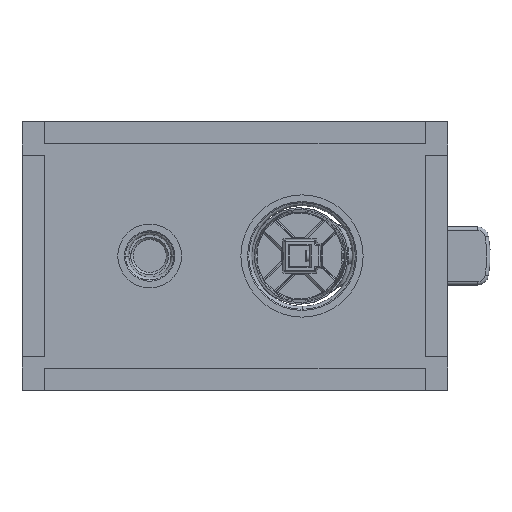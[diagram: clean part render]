
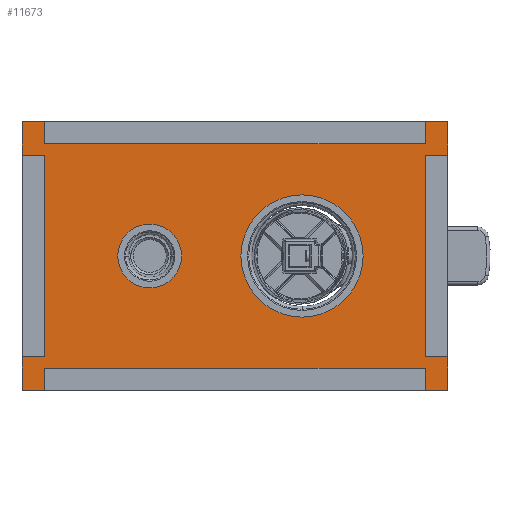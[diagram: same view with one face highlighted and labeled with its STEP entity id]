
A CAD part, left-side view. The second image highlights one B-rep face of the part: STEP entity #11673.
In plain terms, the highlighted planar face has unit normal (-1, 0, 0).
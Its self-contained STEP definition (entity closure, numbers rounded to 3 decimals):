
#10824=DIRECTION('',(0.,-1.,0.));
#10825=VECTOR('',#10824,170.);
#10826=CARTESIAN_POINT('',(-4.,114.,50.));
#10827=LINE('',#10826,#10825);
#10828=DIRECTION('',(0.,0.,-1.));
#10829=VECTOR('',#10828,10.);
#10830=CARTESIAN_POINT('',(-4.,-56.,60.));
#10831=LINE('',#10830,#10829);
#10832=DIRECTION('',(0.,-1.,0.));
#10833=VECTOR('',#10832,10.);
#10834=CARTESIAN_POINT('',(-4.,-56.,60.));
#10835=LINE('',#10834,#10833);
#10836=DIRECTION('',(0.,0.,-1.));
#10837=VECTOR('',#10836,15.);
#10838=CARTESIAN_POINT('',(-4.,-66.,60.));
#10839=LINE('',#10838,#10837);
#10840=DIRECTION('',(0.,1.,0.));
#10841=VECTOR('',#10840,10.);
#10842=CARTESIAN_POINT('',(-4.,-66.,45.));
#10843=LINE('',#10842,#10841);
#10844=DIRECTION('',(0.,0.,1.));
#10845=VECTOR('',#10844,90.);
#10846=CARTESIAN_POINT('',(-4.,-56.,-45.));
#10847=LINE('',#10846,#10845);
#10848=DIRECTION('',(0.,1.,0.));
#10849=VECTOR('',#10848,10.);
#10850=CARTESIAN_POINT('',(-4.,-66.,-45.));
#10851=LINE('',#10850,#10849);
#10852=DIRECTION('',(0.,0.,-1.));
#10853=VECTOR('',#10852,15.);
#10854=CARTESIAN_POINT('',(-4.,-66.,-45.));
#10855=LINE('',#10854,#10853);
#10856=DIRECTION('',(0.,1.,0.));
#10857=VECTOR('',#10856,10.);
#10858=CARTESIAN_POINT('',(-4.,-66.,-60.));
#10859=LINE('',#10858,#10857);
#10860=DIRECTION('',(0.,0.,1.));
#10861=VECTOR('',#10860,10.);
#10862=CARTESIAN_POINT('',(-4.,-56.,-60.));
#10863=LINE('',#10862,#10861);
#10864=DIRECTION('',(0.,-1.,0.));
#10865=VECTOR('',#10864,170.);
#10866=CARTESIAN_POINT('',(-4.,114.,-50.));
#10867=LINE('',#10866,#10865);
#10868=DIRECTION('',(0.,0.,1.));
#10869=VECTOR('',#10868,10.);
#10870=CARTESIAN_POINT('',(-4.,114.,-60.));
#10871=LINE('',#10870,#10869);
#10872=DIRECTION('',(0.,1.,0.));
#10873=VECTOR('',#10872,10.);
#10874=CARTESIAN_POINT('',(-4.,114.,-60.));
#10875=LINE('',#10874,#10873);
#10876=DIRECTION('',(0.,0.,1.));
#10877=VECTOR('',#10876,15.);
#10878=CARTESIAN_POINT('',(-4.,124.,-60.));
#10879=LINE('',#10878,#10877);
#10880=DIRECTION('',(0.,-1.,0.));
#10881=VECTOR('',#10880,10.);
#10882=CARTESIAN_POINT('',(-4.,124.,-45.));
#10883=LINE('',#10882,#10881);
#10884=DIRECTION('',(0.,0.,-1.));
#10885=VECTOR('',#10884,90.);
#10886=CARTESIAN_POINT('',(-4.,114.,45.));
#10887=LINE('',#10886,#10885);
#10888=DIRECTION('',(0.,-1.,0.));
#10889=VECTOR('',#10888,10.);
#10890=CARTESIAN_POINT('',(-4.,124.,45.));
#10891=LINE('',#10890,#10889);
#10892=DIRECTION('',(0.,0.,1.));
#10893=VECTOR('',#10892,15.);
#10894=CARTESIAN_POINT('',(-4.,124.,45.));
#10895=LINE('',#10894,#10893);
#10896=DIRECTION('',(0.,-1.,0.));
#10897=VECTOR('',#10896,10.);
#10898=CARTESIAN_POINT('',(-4.,124.,60.));
#10899=LINE('',#10898,#10897);
#10900=DIRECTION('',(0.,0.,-1.));
#10901=VECTOR('',#10900,10.);
#10902=CARTESIAN_POINT('',(-4.,114.,60.));
#10903=LINE('',#10902,#10901);
#10904=CARTESIAN_POINT('',(-4.,-1.,0.));
#10905=DIRECTION('',(-1.,0.,0.));
#10906=DIRECTION('',(0.,-1.,0.));
#10907=AXIS2_PLACEMENT_3D('',#10904,#10905,#10906);
#10909=CARTESIAN_POINT('',(-4.,-1.,0.));
#10910=DIRECTION('',(-1.,0.,0.));
#10911=DIRECTION('',(0.,1.,0.));
#10912=AXIS2_PLACEMENT_3D('',#10909,#10910,#10911);
#10914=CARTESIAN_POINT('',(-4.,67.,0.));
#10915=DIRECTION('',(-1.,0.,0.));
#10916=DIRECTION('',(0.,-1.,0.));
#10917=AXIS2_PLACEMENT_3D('',#10914,#10915,#10916);
#10919=CARTESIAN_POINT('',(-4.,67.,0.));
#10920=DIRECTION('',(-1.,0.,0.));
#10921=DIRECTION('',(0.,1.,0.));
#10922=AXIS2_PLACEMENT_3D('',#10919,#10920,#10921);
#11440=CARTESIAN_POINT('',(-4.,-66.,-60.));
#11441=VERTEX_POINT('',#11440);
#11442=CARTESIAN_POINT('',(-4.,124.,-60.));
#11443=VERTEX_POINT('',#11442);
#11444=CARTESIAN_POINT('',(-4.,124.,60.));
#11445=VERTEX_POINT('',#11444);
#11446=CARTESIAN_POINT('',(-4.,-66.,60.));
#11447=VERTEX_POINT('',#11446);
#11460=CARTESIAN_POINT('',(-4.,-28.3,0.));
#11461=CARTESIAN_POINT('',(-4.,26.3,0.));
#11462=VERTEX_POINT('',#11460);
#11463=VERTEX_POINT('',#11461);
#11472=CARTESIAN_POINT('',(-4.,52.75,0.));
#11473=CARTESIAN_POINT('',(-4.,81.25,0.));
#11474=VERTEX_POINT('',#11472);
#11475=VERTEX_POINT('',#11473);
#11536=CARTESIAN_POINT('',(-4.,124.,45.));
#11537=CARTESIAN_POINT('',(-4.,114.,45.));
#11538=VERTEX_POINT('',#11536);
#11539=VERTEX_POINT('',#11537);
#11540=CARTESIAN_POINT('',(-4.,114.,-45.));
#11541=VERTEX_POINT('',#11540);
#11542=CARTESIAN_POINT('',(-4.,124.,-45.));
#11543=VERTEX_POINT('',#11542);
#11552=CARTESIAN_POINT('',(-4.,-66.,45.));
#11553=CARTESIAN_POINT('',(-4.,-56.,45.));
#11554=VERTEX_POINT('',#11552);
#11555=VERTEX_POINT('',#11553);
#11556=CARTESIAN_POINT('',(-4.,-66.,-45.));
#11557=CARTESIAN_POINT('',(-4.,-56.,-45.));
#11558=VERTEX_POINT('',#11556);
#11559=VERTEX_POINT('',#11557);
#11568=CARTESIAN_POINT('',(-4.,114.,-60.));
#11569=CARTESIAN_POINT('',(-4.,114.,-50.));
#11570=VERTEX_POINT('',#11568);
#11571=VERTEX_POINT('',#11569);
#11572=CARTESIAN_POINT('',(-4.,-56.,-50.));
#11573=VERTEX_POINT('',#11572);
#11574=CARTESIAN_POINT('',(-4.,-56.,-60.));
#11575=VERTEX_POINT('',#11574);
#11584=CARTESIAN_POINT('',(-4.,114.,50.));
#11585=CARTESIAN_POINT('',(-4.,-56.,50.));
#11586=VERTEX_POINT('',#11584);
#11587=VERTEX_POINT('',#11585);
#11588=CARTESIAN_POINT('',(-4.,-56.,60.));
#11589=VERTEX_POINT('',#11588);
#11590=CARTESIAN_POINT('',(-4.,114.,60.));
#11591=VERTEX_POINT('',#11590);
#11615=CARTESIAN_POINT('',(-4.,29.,0.));
#11616=DIRECTION('',(1.,0.,0.));
#11617=DIRECTION('',(0.,0.,1.));
#11618=AXIS2_PLACEMENT_3D('',#11615,#11616,#11617);
#11619=PLANE('',#11618);
#11621=ORIENTED_EDGE('',*,*,#11620,.T.);
#11623=ORIENTED_EDGE('',*,*,#11622,.F.);
#11625=ORIENTED_EDGE('',*,*,#11624,.T.);
#11627=ORIENTED_EDGE('',*,*,#11626,.T.);
#11629=ORIENTED_EDGE('',*,*,#11628,.T.);
#11630=ORIENTED_EDGE('',*,*,#11597,.F.);
#11632=ORIENTED_EDGE('',*,*,#11631,.F.);
#11634=ORIENTED_EDGE('',*,*,#11633,.T.);
#11636=ORIENTED_EDGE('',*,*,#11635,.T.);
#11638=ORIENTED_EDGE('',*,*,#11637,.T.);
#11640=ORIENTED_EDGE('',*,*,#11639,.F.);
#11642=ORIENTED_EDGE('',*,*,#11641,.F.);
#11644=ORIENTED_EDGE('',*,*,#11643,.T.);
#11646=ORIENTED_EDGE('',*,*,#11645,.T.);
#11648=ORIENTED_EDGE('',*,*,#11647,.T.);
#11650=ORIENTED_EDGE('',*,*,#11649,.F.);
#11652=ORIENTED_EDGE('',*,*,#11651,.F.);
#11654=ORIENTED_EDGE('',*,*,#11653,.T.);
#11656=ORIENTED_EDGE('',*,*,#11655,.T.);
#11658=ORIENTED_EDGE('',*,*,#11657,.T.);
#11659=EDGE_LOOP('',(#11621,#11623,#11625,#11627,#11629,#11630,#11632,#11634,
#11636,#11638,#11640,#11642,#11644,#11646,#11648,#11650,#11652,#11654,#11656,
#11658));
#11660=FACE_OUTER_BOUND('',#11659,.F.);
#11662=ORIENTED_EDGE('',*,*,#11661,.T.);
#11664=ORIENTED_EDGE('',*,*,#11663,.T.);
#11665=EDGE_LOOP('',(#11662,#11664));
#11666=FACE_BOUND('',#11665,.F.);
#11668=ORIENTED_EDGE('',*,*,#11667,.T.);
#11670=ORIENTED_EDGE('',*,*,#11669,.T.);
#11671=EDGE_LOOP('',(#11668,#11670));
#11672=FACE_BOUND('',#11671,.F.);
#11673=ADVANCED_FACE('',(#11660,#11666,#11672),#11619,.F.);
#10908=CIRCLE('',#10907,27.3);
#10913=CIRCLE('',#10912,27.3);
#10918=CIRCLE('',#10917,14.25);
#10923=CIRCLE('',#10922,14.25);
#11597=EDGE_CURVE('',#11559,#11555,#10847,.T.);
#11620=EDGE_CURVE('',#11586,#11587,#10827,.T.);
#11622=EDGE_CURVE('',#11589,#11587,#10831,.T.);
#11624=EDGE_CURVE('',#11589,#11447,#10835,.T.);
#11626=EDGE_CURVE('',#11447,#11554,#10839,.T.);
#11628=EDGE_CURVE('',#11554,#11555,#10843,.T.);
#11631=EDGE_CURVE('',#11558,#11559,#10851,.T.);
#11633=EDGE_CURVE('',#11558,#11441,#10855,.T.);
#11635=EDGE_CURVE('',#11441,#11575,#10859,.T.);
#11637=EDGE_CURVE('',#11575,#11573,#10863,.T.);
#11639=EDGE_CURVE('',#11571,#11573,#10867,.T.);
#11641=EDGE_CURVE('',#11570,#11571,#10871,.T.);
#11643=EDGE_CURVE('',#11570,#11443,#10875,.T.);
#11645=EDGE_CURVE('',#11443,#11543,#10879,.T.);
#11647=EDGE_CURVE('',#11543,#11541,#10883,.T.);
#11649=EDGE_CURVE('',#11539,#11541,#10887,.T.);
#11651=EDGE_CURVE('',#11538,#11539,#10891,.T.);
#11653=EDGE_CURVE('',#11538,#11445,#10895,.T.);
#11655=EDGE_CURVE('',#11445,#11591,#10899,.T.);
#11657=EDGE_CURVE('',#11591,#11586,#10903,.T.);
#11661=EDGE_CURVE('',#11462,#11463,#10908,.T.);
#11663=EDGE_CURVE('',#11463,#11462,#10913,.T.);
#11667=EDGE_CURVE('',#11474,#11475,#10918,.T.);
#11669=EDGE_CURVE('',#11475,#11474,#10923,.T.);
